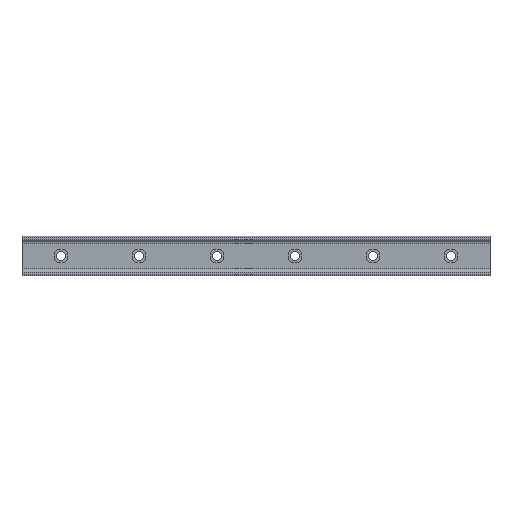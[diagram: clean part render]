
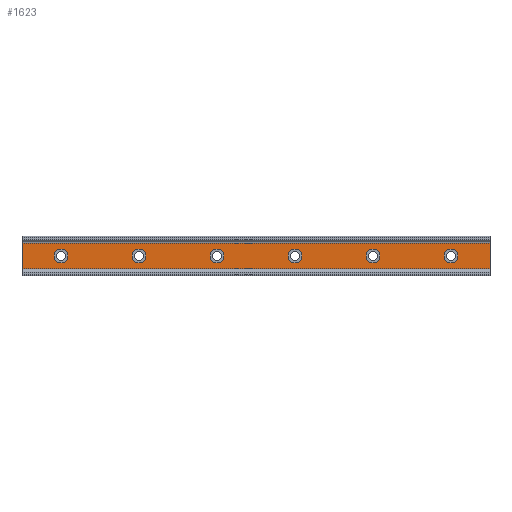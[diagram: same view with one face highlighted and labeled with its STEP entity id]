
A CAD part, top view. The second image highlights one B-rep face of the part: STEP entity #1623.
In plain terms, the highlighted planar face has unit normal (0, 0, 1).
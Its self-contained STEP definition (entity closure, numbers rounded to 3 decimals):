
#1 = CARTESIAN_POINT ( 'NONE',  ( 0., 13.13, -5.37 ) ) ;
#5 = VERTEX_POINT ( 'NONE', #1530 ) ;
#16 = AXIS2_PLACEMENT_3D ( 'NONE', #1380, #439, #975 ) ;
#20 = CARTESIAN_POINT ( 'NONE',  ( 272.875, 0., -5.37 ) ) ;
#21 = FACE_BOUND ( 'NONE', #478, .T. ) ;
#24 = CARTESIAN_POINT ( 'NONE',  ( 40., 0., -5.37 ) ) ;
#29 = PLANE ( 'NONE',  #242 ) ;
#47 = CARTESIAN_POINT ( 'NONE',  ( 352.875, 0., -5.37 ) ) ;
#54 = ORIENTED_EDGE ( 'NONE', *, *, #1252, .F. ) ;
#65 = EDGE_LOOP ( 'NONE', ( #1532, #54 ) ) ;
#73 = CIRCLE ( 'NONE', #238, 7.125 ) ;
#78 = VECTOR ( 'NONE', #583, 1000. ) ;
#95 = CIRCLE ( 'NONE', #988, 7.125 ) ;
#116 = CARTESIAN_POINT ( 'NONE',  ( 200., 0., -5.37 ) ) ;
#127 = AXIS2_PLACEMENT_3D ( 'NONE', #24, #1604, #1363 ) ;
#146 = DIRECTION ( 'NONE',  ( 1., 0., 0. ) ) ;
#157 = ORIENTED_EDGE ( 'NONE', *, *, #1651, .T. ) ;
#165 = VERTEX_POINT ( 'NONE', #1 ) ;
#170 = DIRECTION ( 'NONE',  ( 1., 0., 0. ) ) ;
#186 = AXIS2_PLACEMENT_3D ( 'NONE', #586, #189, #605 ) ;
#189 = DIRECTION ( 'NONE',  ( 0., 0., 1. ) ) ;
#219 = EDGE_LOOP ( 'NONE', ( #245, #1424 ) ) ;
#223 = CARTESIAN_POINT ( 'NONE',  ( 367.125, 0., -5.37 ) ) ;
#237 = DIRECTION ( 'NONE',  ( 0., -1., 0. ) ) ;
#238 = AXIS2_PLACEMENT_3D ( 'NONE', #1134, #1404, #720 ) ;
#242 = AXIS2_PLACEMENT_3D ( 'NONE', #550, #1086, #1608 ) ;
#245 = ORIENTED_EDGE ( 'NONE', *, *, #1195, .F. ) ;
#255 = CARTESIAN_POINT ( 'NONE',  ( 280., 0., -5.37 ) ) ;
#272 = DIRECTION ( 'NONE',  ( 1., 0., 0. ) ) ;
#297 = DIRECTION ( 'NONE',  ( 0., 0., 1. ) ) ;
#312 = CIRCLE ( 'NONE', #588, 7.125 ) ;
#319 = CIRCLE ( 'NONE', #822, 7.125 ) ;
#324 = CIRCLE ( 'NONE', #1456, 7.125 ) ;
#387 = VERTEX_POINT ( 'NONE', #823 ) ;
#405 = CARTESIAN_POINT ( 'NONE',  ( 432.875, 0., -5.37 ) ) ;
#413 = FACE_BOUND ( 'NONE', #1680, .T. ) ;
#420 = CARTESIAN_POINT ( 'NONE',  ( 1520., 13.13, -5.37 ) ) ;
#431 = FACE_BOUND ( 'NONE', #1025, .T. ) ;
#439 = DIRECTION ( 'NONE',  ( 0., 0., 1. ) ) ;
#455 = CARTESIAN_POINT ( 'NONE',  ( 1520., -13.13, -5.37 ) ) ;
#478 = EDGE_LOOP ( 'NONE', ( #647, #1693 ) ) ;
#502 = VERTEX_POINT ( 'NONE', #1398 ) ;
#512 = DIRECTION ( 'NONE',  ( 1., 0., 0. ) ) ;
#522 = DIRECTION ( 'NONE',  ( 0., 0., 1. ) ) ;
#539 = EDGE_CURVE ( 'NONE', #1311, #942, #95, .T. ) ;
#550 = CARTESIAN_POINT ( 'NONE',  ( 1520., 13.13, -5.37 ) ) ;
#552 = ORIENTED_EDGE ( 'NONE', *, *, #1489, .F. ) ;
#558 = FACE_BOUND ( 'NONE', #219, .T. ) ;
#560 = CARTESIAN_POINT ( 'NONE',  ( 32.875, 0., -5.37 ) ) ;
#572 = EDGE_CURVE ( 'NONE', #942, #1311, #1181, .T. ) ;
#583 = DIRECTION ( 'NONE',  ( 0., 1., 0. ) ) ;
#586 = CARTESIAN_POINT ( 'NONE',  ( 120., 0., -5.37 ) ) ;
#588 = AXIS2_PLACEMENT_3D ( 'NONE', #1346, #1305, #512 ) ;
#594 = EDGE_CURVE ( 'NONE', #1133, #1005, #312, .T. ) ;
#605 = DIRECTION ( 'NONE',  ( 1., 0., 0. ) ) ;
#609 = ORIENTED_EDGE ( 'NONE', *, *, #1216, .F. ) ;
#639 = VERTEX_POINT ( 'NONE', #560 ) ;
#641 = CARTESIAN_POINT ( 'NONE',  ( 287.125, 0., -5.37 ) ) ;
#647 = ORIENTED_EDGE ( 'NONE', *, *, #539, .F. ) ;
#655 = AXIS2_PLACEMENT_3D ( 'NONE', #1255, #1367, #1385 ) ;
#681 = EDGE_CURVE ( 'NONE', #1005, #1133, #1237, .T. ) ;
#708 = CIRCLE ( 'NONE', #127, 7.125 ) ;
#715 = EDGE_CURVE ( 'NONE', #723, #858, #73, .T. ) ;
#720 = DIRECTION ( 'NONE',  ( 1., 0., 0. ) ) ;
#723 = VERTEX_POINT ( 'NONE', #47 ) ;
#724 = LINE ( 'NONE', #734, #78 ) ;
#731 = EDGE_CURVE ( 'NONE', #5, #387, #1518, .T. ) ;
#734 = CARTESIAN_POINT ( 'NONE',  ( 480., 13.13, -5.37 ) ) ;
#757 = AXIS2_PLACEMENT_3D ( 'NONE', #1603, #1172, #807 ) ;
#806 = VERTEX_POINT ( 'NONE', #1115 ) ;
#807 = DIRECTION ( 'NONE',  ( 1., 0., 0. ) ) ;
#822 = AXIS2_PLACEMENT_3D ( 'NONE', #255, #1310, #1447 ) ;
#823 = CARTESIAN_POINT ( 'NONE',  ( 480., -13.13, -5.37 ) ) ;
#824 = EDGE_LOOP ( 'NONE', ( #609, #1295 ) ) ;
#858 = VERTEX_POINT ( 'NONE', #223 ) ;
#899 = LINE ( 'NONE', #1421, #1239 ) ;
#924 = ORIENTED_EDGE ( 'NONE', *, *, #594, .F. ) ;
#934 = CIRCLE ( 'NONE', #186, 7.125 ) ;
#942 = VERTEX_POINT ( 'NONE', #1282 ) ;
#947 = CARTESIAN_POINT ( 'NONE',  ( 47.125, 0., -5.37 ) ) ;
#955 = LINE ( 'NONE', #420, #1399 ) ;
#966 = DIRECTION ( 'NONE',  ( 1., 0., 0. ) ) ;
#975 = DIRECTION ( 'NONE',  ( 1., 0., 0. ) ) ;
#988 = AXIS2_PLACEMENT_3D ( 'NONE', #116, #1493, #1355 ) ;
#996 = DIRECTION ( 'NONE',  ( 1., 0., 0. ) ) ;
#1005 = VERTEX_POINT ( 'NONE', #405 ) ;
#1023 = EDGE_LOOP ( 'NONE', ( #157, #1541, #1711, #1140 ) ) ;
#1025 = EDGE_LOOP ( 'NONE', ( #924, #1522 ) ) ;
#1067 = VERTEX_POINT ( 'NONE', #20 ) ;
#1074 = AXIS2_PLACEMENT_3D ( 'NONE', #1090, #1630, #272 ) ;
#1086 = DIRECTION ( 'NONE',  ( 0., 0., -1. ) ) ;
#1090 = CARTESIAN_POINT ( 'NONE',  ( 120., 0., -5.37 ) ) ;
#1102 = CIRCLE ( 'NONE', #1074, 7.125 ) ;
#1115 = CARTESIAN_POINT ( 'NONE',  ( 480., 13.13, -5.37 ) ) ;
#1116 = CARTESIAN_POINT ( 'NONE',  ( 112.875, 0., -5.37 ) ) ;
#1133 = VERTEX_POINT ( 'NONE', #1347 ) ;
#1134 = CARTESIAN_POINT ( 'NONE',  ( 360., 0., -5.37 ) ) ;
#1140 = ORIENTED_EDGE ( 'NONE', *, *, #731, .T. ) ;
#1172 = DIRECTION ( 'NONE',  ( 0., 0., 1. ) ) ;
#1181 = CIRCLE ( 'NONE', #757, 7.125 ) ;
#1195 = EDGE_CURVE ( 'NONE', #502, #1298, #1102, .T. ) ;
#1216 = EDGE_CURVE ( 'NONE', #858, #723, #1238, .T. ) ;
#1219 = FACE_OUTER_BOUND ( 'NONE', #1023, .T. ) ;
#1233 = CARTESIAN_POINT ( 'NONE',  ( 40., 0., -5.37 ) ) ;
#1237 = CIRCLE ( 'NONE', #16, 7.125 ) ;
#1238 = CIRCLE ( 'NONE', #1537, 7.125 ) ;
#1239 = VECTOR ( 'NONE', #237, 1000. ) ;
#1252 = EDGE_CURVE ( 'NONE', #639, #1544, #708, .T. ) ;
#1255 = CARTESIAN_POINT ( 'NONE',  ( 280., 0., -5.37 ) ) ;
#1282 = CARTESIAN_POINT ( 'NONE',  ( 192.875, 0., -5.37 ) ) ;
#1295 = ORIENTED_EDGE ( 'NONE', *, *, #715, .F. ) ;
#1298 = VERTEX_POINT ( 'NONE', #1116 ) ;
#1305 = DIRECTION ( 'NONE',  ( 0., 0., 1. ) ) ;
#1310 = DIRECTION ( 'NONE',  ( 0., 0., 1. ) ) ;
#1311 = VERTEX_POINT ( 'NONE', #1647 ) ;
#1319 = EDGE_CURVE ( 'NONE', #1298, #502, #934, .T. ) ;
#1343 = FACE_BOUND ( 'NONE', #65, .T. ) ;
#1346 = CARTESIAN_POINT ( 'NONE',  ( 440., 0., -5.37 ) ) ;
#1347 = CARTESIAN_POINT ( 'NONE',  ( 447.125, 0., -5.37 ) ) ;
#1355 = DIRECTION ( 'NONE',  ( 1., 0., 0. ) ) ;
#1363 = DIRECTION ( 'NONE',  ( 1., 0., 0. ) ) ;
#1367 = DIRECTION ( 'NONE',  ( 0., 0., 1. ) ) ;
#1380 = CARTESIAN_POINT ( 'NONE',  ( 440., 0., -5.37 ) ) ;
#1385 = DIRECTION ( 'NONE',  ( 1., 0., 0. ) ) ;
#1398 = CARTESIAN_POINT ( 'NONE',  ( 127.125, 0., -5.37 ) ) ;
#1399 = VECTOR ( 'NONE', #966, 1000. ) ;
#1404 = DIRECTION ( 'NONE',  ( 0., 0., 1. ) ) ;
#1421 = CARTESIAN_POINT ( 'NONE',  ( 0., -19.014, -5.37 ) ) ;
#1424 = ORIENTED_EDGE ( 'NONE', *, *, #1319, .F. ) ;
#1430 = CIRCLE ( 'NONE', #655, 7.125 ) ;
#1447 = DIRECTION ( 'NONE',  ( 1., 0., 0. ) ) ;
#1456 = AXIS2_PLACEMENT_3D ( 'NONE', #1233, #522, #146 ) ;
#1457 = VERTEX_POINT ( 'NONE', #641 ) ;
#1485 = CARTESIAN_POINT ( 'NONE',  ( 360., 0., -5.37 ) ) ;
#1487 = EDGE_CURVE ( 'NONE', #165, #5, #899, .T. ) ;
#1489 = EDGE_CURVE ( 'NONE', #1067, #1457, #319, .T. ) ;
#1493 = DIRECTION ( 'NONE',  ( 0., 0., 1. ) ) ;
#1506 = EDGE_CURVE ( 'NONE', #1544, #639, #324, .T. ) ;
#1518 = LINE ( 'NONE', #455, #1563 ) ;
#1522 = ORIENTED_EDGE ( 'NONE', *, *, #681, .F. ) ;
#1530 = CARTESIAN_POINT ( 'NONE',  ( 0., -13.13, -5.37 ) ) ;
#1532 = ORIENTED_EDGE ( 'NONE', *, *, #1506, .F. ) ;
#1537 = AXIS2_PLACEMENT_3D ( 'NONE', #1485, #297, #170 ) ;
#1541 = ORIENTED_EDGE ( 'NONE', *, *, #1631, .F. ) ;
#1544 = VERTEX_POINT ( 'NONE', #947 ) ;
#1563 = VECTOR ( 'NONE', #996, 1000. ) ;
#1603 = CARTESIAN_POINT ( 'NONE',  ( 200., 0., -5.37 ) ) ;
#1604 = DIRECTION ( 'NONE',  ( 0., 0., 1. ) ) ;
#1608 = DIRECTION ( 'NONE',  ( -1., 0., 0. ) ) ;
#1618 = FACE_BOUND ( 'NONE', #824, .T. ) ;
#1623 = ADVANCED_FACE ( 'NONE', ( #558, #21, #413, #1618, #431, #1343, #1219 ), #29, .F. ) ;
#1628 = ORIENTED_EDGE ( 'NONE', *, *, #1665, .F. ) ;
#1630 = DIRECTION ( 'NONE',  ( 0., 0., 1. ) ) ;
#1631 = EDGE_CURVE ( 'NONE', #165, #806, #955, .T. ) ;
#1647 = CARTESIAN_POINT ( 'NONE',  ( 207.125, 0., -5.37 ) ) ;
#1651 = EDGE_CURVE ( 'NONE', #387, #806, #724, .T. ) ;
#1665 = EDGE_CURVE ( 'NONE', #1457, #1067, #1430, .T. ) ;
#1680 = EDGE_LOOP ( 'NONE', ( #1628, #552 ) ) ;
#1693 = ORIENTED_EDGE ( 'NONE', *, *, #572, .F. ) ;
#1711 = ORIENTED_EDGE ( 'NONE', *, *, #1487, .T. ) ;
